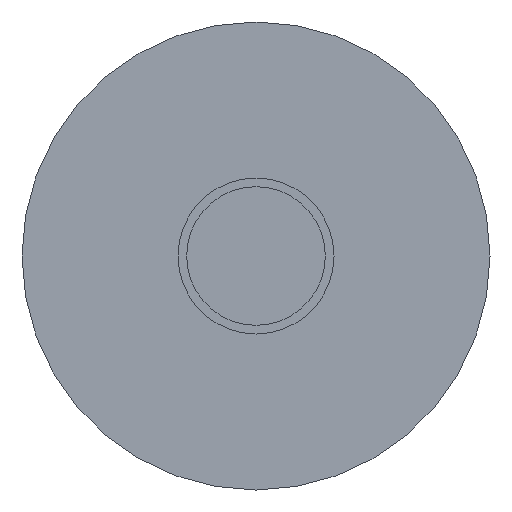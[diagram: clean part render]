
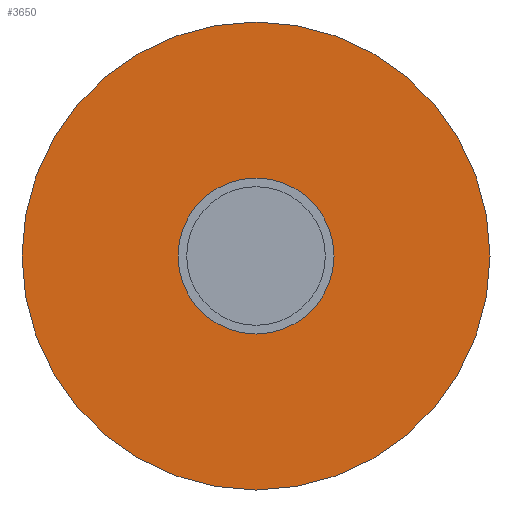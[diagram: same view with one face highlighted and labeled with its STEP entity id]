
A CAD part, left-side view. The second image highlights one B-rep face of the part: STEP entity #3650.
In plain terms, the highlighted planar face has unit normal (-1, 0, 0).
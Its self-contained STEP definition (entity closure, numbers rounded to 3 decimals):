
#3070=CARTESIAN_POINT('',(64.24,19.433,0.));
#3080=VERTEX_POINT('',#3070);
#3260=CARTESIAN_POINT('',(64.24,73.433,0.));
#3270=VERTEX_POINT('',#3260);
#3300=CARTESIAN_POINT('',(64.24,46.433,0.));
#3310=DIRECTION('',(1.,0.,0.));
#3320=DIRECTION('',(0.,1.,0.));
#3330=AXIS2_PLACEMENT_3D('',#3300,#3310,#3320);
#3340=CIRCLE('',#3330,27.);
#3350=EDGE_CURVE('',#3080,#3270,#3340,.T.);
#3400=CARTESIAN_POINT('',(64.24,64.433,0.));
#3410=DIRECTION('',(1.,0.,0.));
#3420=DIRECTION('',(0.,-1.,0.));
#3430=AXIS2_PLACEMENT_3D('',#3400,#3410,#3420);
#3440=PLANE('',#3430);
#3450=CARTESIAN_POINT('',(64.24,46.433,0.));
#3460=DIRECTION('',(1.,0.,0.));
#3470=DIRECTION('',(0.,1.,0.));
#3480=AXIS2_PLACEMENT_3D('',#3450,#3460,#3470);
#3490=CIRCLE('',#3480,9.);
#3500=CARTESIAN_POINT('',(64.24,37.433,0.));
#3510=VERTEX_POINT('',#3500);
#3520=CARTESIAN_POINT('',(64.24,55.433,0.));
#3530=VERTEX_POINT('',#3520);
#3540=EDGE_CURVE('',#3510,#3530,#3490,.T.);
#3550=ORIENTED_EDGE('',*,*,#3540,.T.);
#3560=EDGE_CURVE('',#3530,#3510,#3490,.T.);
#3570=ORIENTED_EDGE('',*,*,#3560,.T.);
#3580=EDGE_LOOP('',(#3570,#3550));
#3590=FACE_BOUND('',#3580,.T.);
#3600=EDGE_CURVE('',#3270,#3080,#3340,.T.);
#3610=ORIENTED_EDGE('',*,*,#3600,.F.);
#3620=ORIENTED_EDGE('',*,*,#3350,.F.);
#3630=EDGE_LOOP('',(#3620,#3610));
#3640=FACE_OUTER_BOUND('',#3630,.T.);
#3650=ADVANCED_FACE('',(#3590,#3640),#3440,.F.);
